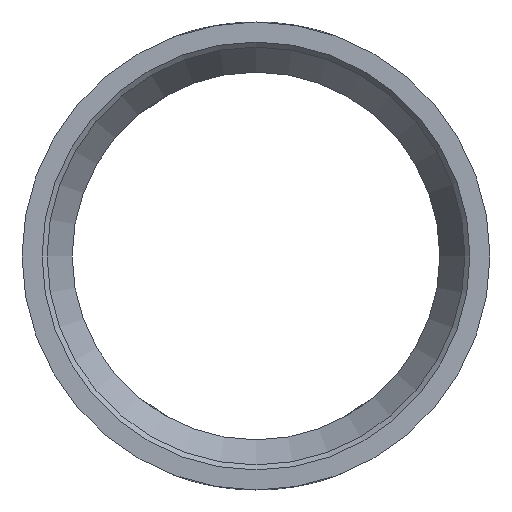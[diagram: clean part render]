
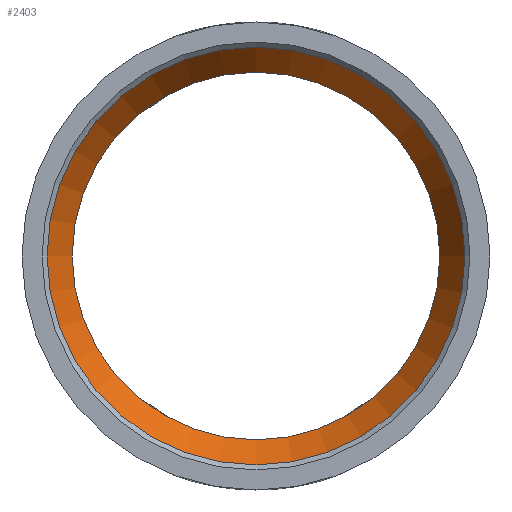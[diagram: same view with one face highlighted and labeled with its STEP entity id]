
A CAD part, front view. The second image highlights one B-rep face of the part: STEP entity #2403.
In plain terms, the highlighted conical face has half-angle 30 degrees and reference radius 12.5 mm.
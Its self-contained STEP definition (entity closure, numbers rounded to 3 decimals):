
#1052 = CYLINDRICAL_SURFACE('',#1053,11.);
#1053 = AXIS2_PLACEMENT_3D('',#1054,#1055,#1056);
#1054 = CARTESIAN_POINT('',(0.,4.398,0.));
#1055 = DIRECTION('',(0.,1.,0.));
#1056 = DIRECTION('',(1.,0.,0.));
#2181 = VERTEX_POINT('',#2182);
#2182 = CARTESIAN_POINT('',(11.,4.398,0.));
#2205 = EDGE_CURVE('',#2181,#2181,#2206,.T.);
#2206 = SURFACE_CURVE('',#2207,(#2212,#2219),.PCURVE_S1.);
#2207 = CIRCLE('',#2208,11.);
#2208 = AXIS2_PLACEMENT_3D('',#2209,#2210,#2211);
#2209 = CARTESIAN_POINT('',(0.,4.398,0.));
#2210 = DIRECTION('',(0.,-1.,0.));
#2211 = DIRECTION('',(1.,0.,0.));
#2212 = PCURVE('',#1052,#2213);
#2213 = DEFINITIONAL_REPRESENTATION('',(#2214),#2218);
#2214 = LINE('',#2215,#2216);
#2215 = CARTESIAN_POINT('',(-0.,0.));
#2216 = VECTOR('',#2217,1.);
#2217 = DIRECTION('',(-1.,0.));
#2218 = ( GEOMETRIC_REPRESENTATION_CONTEXT(2) 
PARAMETRIC_REPRESENTATION_CONTEXT() REPRESENTATION_CONTEXT('2D SPACE',''
  ) );
#2219 = PCURVE('',#2220,#2225);
#2220 = CONICAL_SURFACE('',#2221,12.5,0.524);
#2221 = AXIS2_PLACEMENT_3D('',#2222,#2223,#2224);
#2222 = CARTESIAN_POINT('',(0.,1.8,0.));
#2223 = DIRECTION('',(0.,-1.,0.));
#2224 = DIRECTION('',(1.,0.,0.));
#2225 = DEFINITIONAL_REPRESENTATION('',(#2226),#2230);
#2226 = LINE('',#2227,#2228);
#2227 = CARTESIAN_POINT('',(0.,-2.598));
#2228 = VECTOR('',#2229,1.);
#2229 = DIRECTION('',(1.,-0.));
#2230 = ( GEOMETRIC_REPRESENTATION_CONTEXT(2) 
PARAMETRIC_REPRESENTATION_CONTEXT() REPRESENTATION_CONTEXT('2D SPACE',''
  ) );
#2403 = ADVANCED_FACE('',(#2404),#2220,.F.);
#2404 = FACE_BOUND('',#2405,.T.);
#2405 = EDGE_LOOP('',(#2406,#2435,#2456,#2457));
#2406 = ORIENTED_EDGE('',*,*,#2407,.T.);
#2407 = EDGE_CURVE('',#2408,#2408,#2410,.T.);
#2408 = VERTEX_POINT('',#2409);
#2409 = CARTESIAN_POINT('',(12.5,1.8,0.));
#2410 = SURFACE_CURVE('',#2411,(#2416,#2423),.PCURVE_S1.);
#2411 = CIRCLE('',#2412,12.5);
#2412 = AXIS2_PLACEMENT_3D('',#2413,#2414,#2415);
#2413 = CARTESIAN_POINT('',(0.,1.8,0.));
#2414 = DIRECTION('',(0.,-1.,0.));
#2415 = DIRECTION('',(1.,0.,0.));
#2416 = PCURVE('',#2220,#2417);
#2417 = DEFINITIONAL_REPRESENTATION('',(#2418),#2422);
#2418 = LINE('',#2419,#2420);
#2419 = CARTESIAN_POINT('',(0.,-0.));
#2420 = VECTOR('',#2421,1.);
#2421 = DIRECTION('',(1.,-0.));
#2422 = ( GEOMETRIC_REPRESENTATION_CONTEXT(2) 
PARAMETRIC_REPRESENTATION_CONTEXT() REPRESENTATION_CONTEXT('2D SPACE',''
  ) );
#2423 = PCURVE('',#2424,#2429);
#2424 = CONICAL_SURFACE('',#2425,12.6,0.245);
#2425 = AXIS2_PLACEMENT_3D('',#2426,#2427,#2428);
#2426 = CARTESIAN_POINT('',(0.,1.4,0.));
#2427 = DIRECTION('',(0.,-1.,0.));
#2428 = DIRECTION('',(1.,0.,0.));
#2429 = DEFINITIONAL_REPRESENTATION('',(#2430),#2434);
#2430 = LINE('',#2431,#2432);
#2431 = CARTESIAN_POINT('',(0.,-0.4));
#2432 = VECTOR('',#2433,1.);
#2433 = DIRECTION('',(1.,-0.));
#2434 = ( GEOMETRIC_REPRESENTATION_CONTEXT(2) 
PARAMETRIC_REPRESENTATION_CONTEXT() REPRESENTATION_CONTEXT('2D SPACE',''
  ) );
#2435 = ORIENTED_EDGE('',*,*,#2436,.T.);
#2436 = EDGE_CURVE('',#2408,#2181,#2437,.T.);
#2437 = SEAM_CURVE('',#2438,(#2442,#2449),.PCURVE_S1.);
#2438 = LINE('',#2439,#2440);
#2439 = CARTESIAN_POINT('',(12.5,1.8,0.));
#2440 = VECTOR('',#2441,1.);
#2441 = DIRECTION('',(-0.5,0.866,0.));
#2442 = PCURVE('',#2220,#2443);
#2443 = DEFINITIONAL_REPRESENTATION('',(#2444),#2448);
#2444 = LINE('',#2445,#2446);
#2445 = CARTESIAN_POINT('',(0.,-0.));
#2446 = VECTOR('',#2447,1.);
#2447 = DIRECTION('',(0.,-1.));
#2448 = ( GEOMETRIC_REPRESENTATION_CONTEXT(2) 
PARAMETRIC_REPRESENTATION_CONTEXT() REPRESENTATION_CONTEXT('2D SPACE',''
  ) );
#2449 = PCURVE('',#2220,#2450);
#2450 = DEFINITIONAL_REPRESENTATION('',(#2451),#2455);
#2451 = LINE('',#2452,#2453);
#2452 = CARTESIAN_POINT('',(6.283,-0.));
#2453 = VECTOR('',#2454,1.);
#2454 = DIRECTION('',(0.,-1.));
#2455 = ( GEOMETRIC_REPRESENTATION_CONTEXT(2) 
PARAMETRIC_REPRESENTATION_CONTEXT() REPRESENTATION_CONTEXT('2D SPACE',''
  ) );
#2456 = ORIENTED_EDGE('',*,*,#2205,.F.);
#2457 = ORIENTED_EDGE('',*,*,#2436,.F.);
